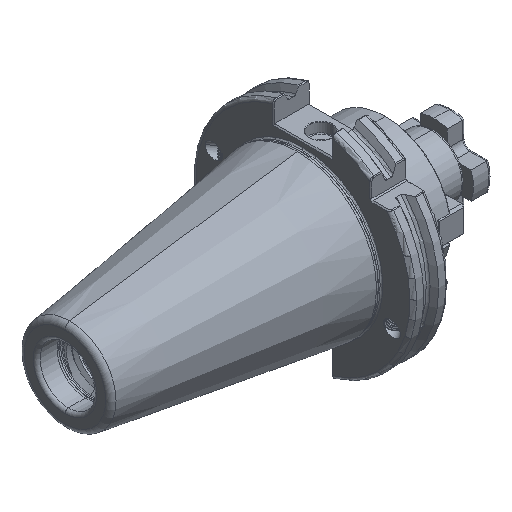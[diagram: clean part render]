
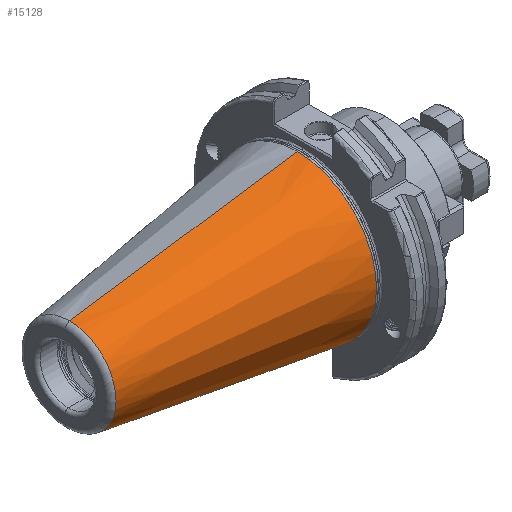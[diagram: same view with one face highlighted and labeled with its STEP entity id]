
A CAD part, isometric view. The second image highlights one B-rep face of the part: STEP entity #15128.
In plain terms, the highlighted conical face has half-angle 8.297 degrees and reference radius 35.392 mm.
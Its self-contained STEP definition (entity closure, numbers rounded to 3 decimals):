
#533 = EDGE_LOOP ( 'NONE', ( #24584, #24637, #24663, #24633, #24598 ) ) ;
#6461 = CARTESIAN_POINT ( 'NONE',  ( -2.5, 0., -35.027 ) ) ;
#6466 = CARTESIAN_POINT ( 'NONE',  ( -2.5, 0., 35.027 ) ) ;
#6471 = CARTESIAN_POINT ( 'NONE',  ( -102.811, 0., 20.399 ) ) ;
#6489 = CARTESIAN_POINT ( 'NONE',  ( -102.811, 0., -20.399 ) ) ;
#6493 = CARTESIAN_POINT ( 'NONE',  ( -2.5, -35.027, 0. ) ) ;
#7015 = VERTEX_POINT ( 'NONE', #6461 ) ;
#7034 = VERTEX_POINT ( 'NONE', #6489 ) ;
#7057 = VERTEX_POINT ( 'NONE', #6471 ) ;
#7070 = VERTEX_POINT ( 'NONE', #6466 ) ;
#7087 = VERTEX_POINT ( 'NONE', #6493 ) ;
#12288 = CARTESIAN_POINT ( 'NONE',  ( -2.5, 0., 0. ) ) ;
#12289 = DIRECTION ( 'NONE',  ( 1., 0., 0. ) ) ;
#12293 = DIRECTION ( 'NONE',  ( 0., 1., 0. ) ) ;
#12302 = CARTESIAN_POINT ( 'NONE',  ( -102.811, 0., 0. ) ) ;
#12307 = DIRECTION ( 'NONE',  ( 1., 0., 0. ) ) ;
#12308 = DIRECTION ( 'NONE',  ( 0., 0., 1. ) ) ;
#14221 = CIRCLE ( 'NONE', #14940, 35.027 ) ;
#14274 = CIRCLE ( 'NONE', #14935, 20.399 ) ;
#14672 = AXIS2_PLACEMENT_3D ( 'NONE', #23149, #23144, #23151 ) ;
#14935 = AXIS2_PLACEMENT_3D ( 'NONE', #12302, #12307, #12308 ) ;
#14940 = AXIS2_PLACEMENT_3D ( 'NONE', #12288, #12289, #12293 ) ;
#15128 = ADVANCED_FACE ( 'NONE', ( #30081 ), #30075, .T. ) ;
#16224 = EDGE_CURVE ( 'NONE', #7057, #7034, #14274, .T. ) ;
#16227 = EDGE_CURVE ( 'NONE', #7087, #7015, #14221, .T. ) ;
#23144 = DIRECTION ( 'NONE',  ( 1., 0., 0. ) ) ;
#23149 = CARTESIAN_POINT ( 'NONE',  ( -2.5, 0., 0. ) ) ;
#23151 = DIRECTION ( 'NONE',  ( 0., 1., 0. ) ) ;
#23372 = CARTESIAN_POINT ( 'NONE',  ( 0., 0., 35.392 ) ) ;
#23377 = DIRECTION ( 'NONE',  ( 0.99, 0., 0.144 ) ) ;
#23399 = CARTESIAN_POINT ( 'NONE',  ( 0., 0., -35.392 ) ) ;
#23422 = DIRECTION ( 'NONE',  ( 0.99, 0., -0.144 ) ) ;
#23778 = EDGE_CURVE ( 'NONE', #7070, #7087, #39045, .T. ) ;
#23821 = EDGE_CURVE ( 'NONE', #7057, #7070, #39082, .T. ) ;
#23845 = EDGE_CURVE ( 'NONE', #7034, #7015, #39140, .T. ) ;
#24584 = ORIENTED_EDGE ( 'NONE', *, *, #23821, .F. ) ;
#24598 = ORIENTED_EDGE ( 'NONE', *, *, #23778, .F. ) ;
#24633 = ORIENTED_EDGE ( 'NONE', *, *, #16227, .F. ) ;
#24637 = ORIENTED_EDGE ( 'NONE', *, *, #16224, .T. ) ;
#24663 = ORIENTED_EDGE ( 'NONE', *, *, #23845, .T. ) ;
#26202 = DIRECTION ( 'NONE',  ( 0., 0., -1. ) ) ;
#26248 = CARTESIAN_POINT ( 'NONE',  ( 0., 0., 0. ) ) ;
#26271 = DIRECTION ( 'NONE',  ( 1., 0., 0. ) ) ;
#30075 = CONICAL_SURFACE ( 'NONE', #38168, 35.392, 0.145 ) ;
#30081 = FACE_OUTER_BOUND ( 'NONE', #533, .T. ) ;
#38168 = AXIS2_PLACEMENT_3D ( 'NONE', #26248, #26271, #26202 ) ;
#39045 = CIRCLE ( 'NONE', #14672, 35.027 ) ;
#39082 = LINE ( 'NONE', #23372, #39083 ) ;
#39083 = VECTOR ( 'NONE', #23377, 1000. ) ;
#39140 = LINE ( 'NONE', #23399, #39161 ) ;
#39161 = VECTOR ( 'NONE', #23422, 1000. ) ;
